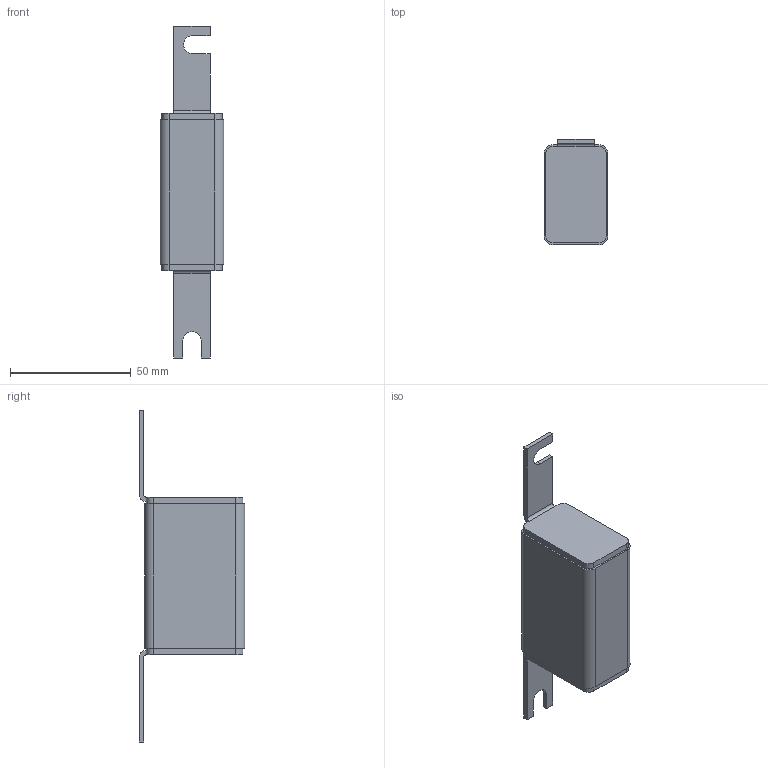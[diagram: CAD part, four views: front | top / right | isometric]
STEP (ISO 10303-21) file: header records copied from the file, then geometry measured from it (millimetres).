
FILE_DESCRIPTION(/* description */ (''),/* implementation_level */ '2;1');
FILE_NAME(/* name */ 'RS0-50.prt.stp',/* time_stamp */ '2025-03-28T13:46:41+08:00',/* author */ (''),/* organization */ (''),/* preprocessor_version */ 'ST-DEVELOPER v16',/* originating_system */ 'SIEMENS PLM Software NX 10.0',/* authorisation */ '');
FILE_SCHEMA (('CONFIG_CONTROL_DESIGN'));
Length unit declared in the file: millimetre
Products named in the file (1): RS0-50
Bounding box: 26.5 x 43.75 x 137.6 mm (x, y, z)
Volume: 72213.4 mm3; surface area: 12933.7 mm2
Topology: 1 solids, 1 shells, 52 faces, 140 edges, 92 vertices
Faces by surface type: plane 32, cylinder 20
Entity records: 1716 total; most frequent: DIRECTION 286, CARTESIAN_POINT 285, ORIENTED_EDGE 280, EDGE_CURVE 140, LINE 100, VECTOR 100, AXIS2_PLACEMENT_3D 93, VERTEX_POINT 92
